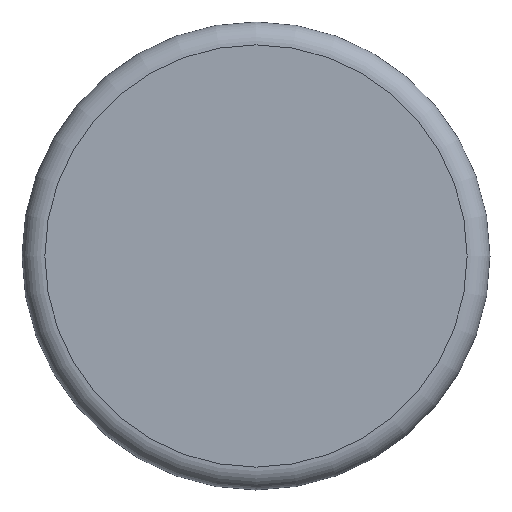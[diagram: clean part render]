
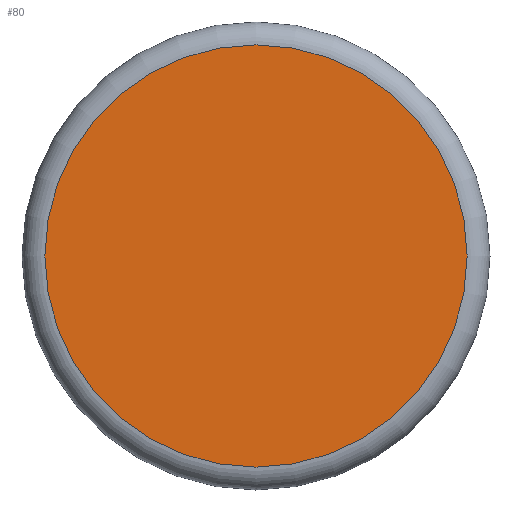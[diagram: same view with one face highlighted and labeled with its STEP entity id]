
A CAD part, front view. The second image highlights one B-rep face of the part: STEP entity #80.
In plain terms, the highlighted planar face has unit normal (0, -1, 0).
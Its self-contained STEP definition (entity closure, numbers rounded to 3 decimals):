
#18=FACE_OUTER_BOUND('',#23,.T.);
#23=EDGE_LOOP('',(#57,#58));
#29=CIRCLE('',#100,6.);
#30=CIRCLE('',#101,6.);
#39=VERTEX_POINT('',#148);
#40=VERTEX_POINT('',#149);
#47=EDGE_CURVE('',#39,#40,#29,.T.);
#48=EDGE_CURVE('',#40,#39,#30,.T.);
#57=ORIENTED_EDGE('',*,*,#47,.T.);
#58=ORIENTED_EDGE('',*,*,#48,.T.);
#77=PLANE('',#99);
#80=ADVANCED_FACE('',(#18),#77,.T.);
#99=AXIS2_PLACEMENT_3D('',#147,#116,#117);
#100=AXIS2_PLACEMENT_3D('',#150,#118,#119);
#101=AXIS2_PLACEMENT_3D('',#151,#120,#121);
#116=DIRECTION('center_axis',(0.,-1.,0.));
#117=DIRECTION('ref_axis',(0.,0.,-1.));
#118=DIRECTION('center_axis',(0.,-1.,0.));
#119=DIRECTION('ref_axis',(1.,0.,0.));
#120=DIRECTION('center_axis',(0.,-1.,0.));
#121=DIRECTION('ref_axis',(1.,0.,0.));
#147=CARTESIAN_POINT('Origin',(0.,0.,0.));
#148=CARTESIAN_POINT('',(6.,0.,0.));
#149=CARTESIAN_POINT('',(0.,0.,6.));
#150=CARTESIAN_POINT('Origin',(0.,0.,
0.));
#151=CARTESIAN_POINT('Origin',(0.,0.,
0.));
